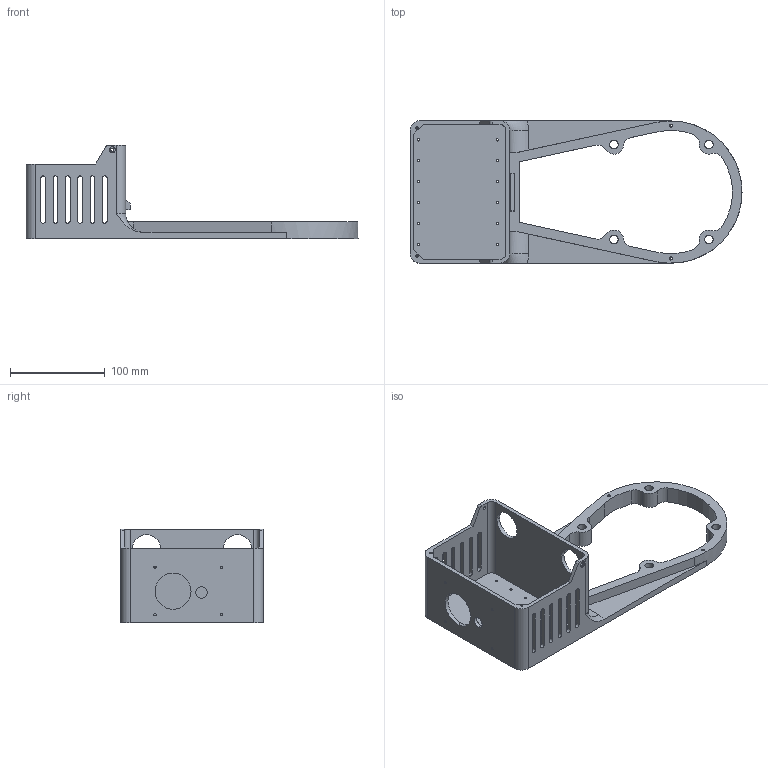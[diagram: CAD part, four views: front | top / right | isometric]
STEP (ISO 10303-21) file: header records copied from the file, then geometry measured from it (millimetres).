
FILE_DESCRIPTION (( 'STEP AP214' ), '1' );
FILE_NAME ('J1 Base Enclosure.STEP', '2023-12-03T17:38:19', ( '' ), ( '' ), 'SwSTEP 2.0', 'SolidWorks 2021', '' );
FILE_SCHEMA (( 'AUTOMOTIVE_DESIGN' ));
Length unit declared in the file: millimetre
Products named in the file (1): J1 Base Enclosure
Bounding box: 350 x 150 x 99 mm (x, y, z)
Volume: 413017.6 mm3; surface area: 154994.4 mm2
Topology: 1 solids, 1 shells, 204 faces, 587 edges, 390 vertices
Faces by surface type: cylinder 130, plane 72, torus 2
Entity records: 7045 total; most frequent: DIRECTION 1259, CARTESIAN_POINT 1242, ORIENTED_EDGE 1174, EDGE_CURVE 587, AXIS2_PLACEMENT_3D 475, VERTEX_POINT 390, VECTOR 309, LINE 309
